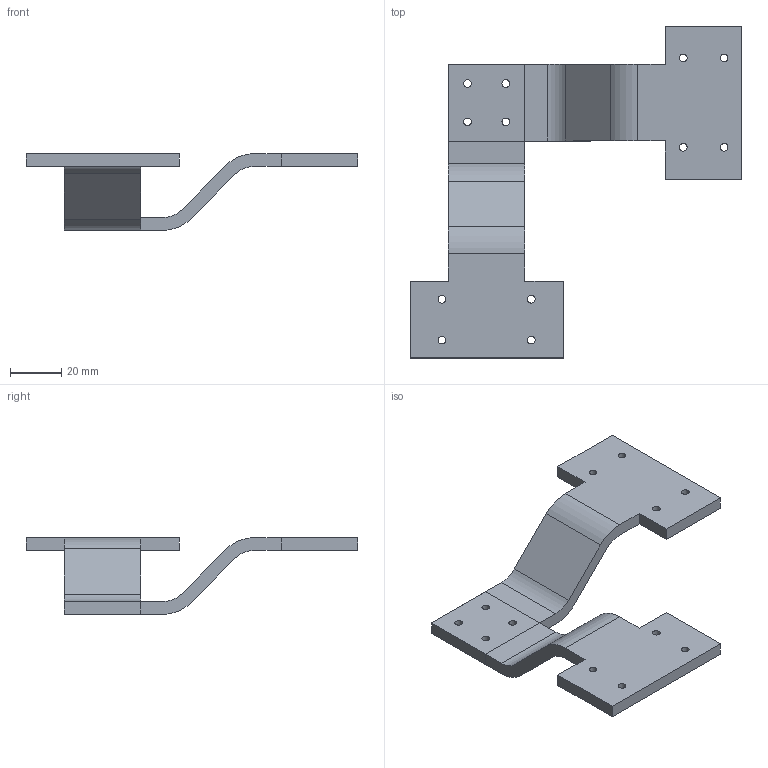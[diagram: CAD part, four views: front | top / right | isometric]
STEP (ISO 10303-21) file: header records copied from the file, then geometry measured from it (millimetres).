
FILE_DESCRIPTION(/* description */ (''),/* implementation_level */ '2;1');
FILE_NAME(/* name */ 'thruster connector v1 v1.step',/* time_stamp */ '2025-09-12T22:56:47+08:00',/* author */ (''),/* organization */ (''),/* preprocessor_version */ 'ST-DEVELOPER v20.1',/* originating_system */ 'Autodesk Translation Framework v14.10.0.0',/* authorisation */ '');
FILE_SCHEMA (('AUTOMOTIVE_DESIGN { 1 0 10303 214 3 1 1 }'));
Length unit declared in the file: millimetre
Products named in the file (1): thruster connector v1
Bounding box: 130 x 130 x 30 mm (x, y, z)
Volume: 45718.4 mm3; surface area: 22726.9 mm2
Topology: 2 solids, 2 shells, 52 faces, 144 edges, 96 vertices
Faces by surface type: plane 28, cylinder 24
Full cylindrical faces by diameter (mm): 3 x16
Entity records: 1772 total; most frequent: DIRECTION 298, CARTESIAN_POINT 293, ORIENTED_EDGE 288, EDGE_CURVE 144, AXIS2_PLACEMENT_3D 101, LINE 96, VECTOR 96, VERTEX_POINT 96
